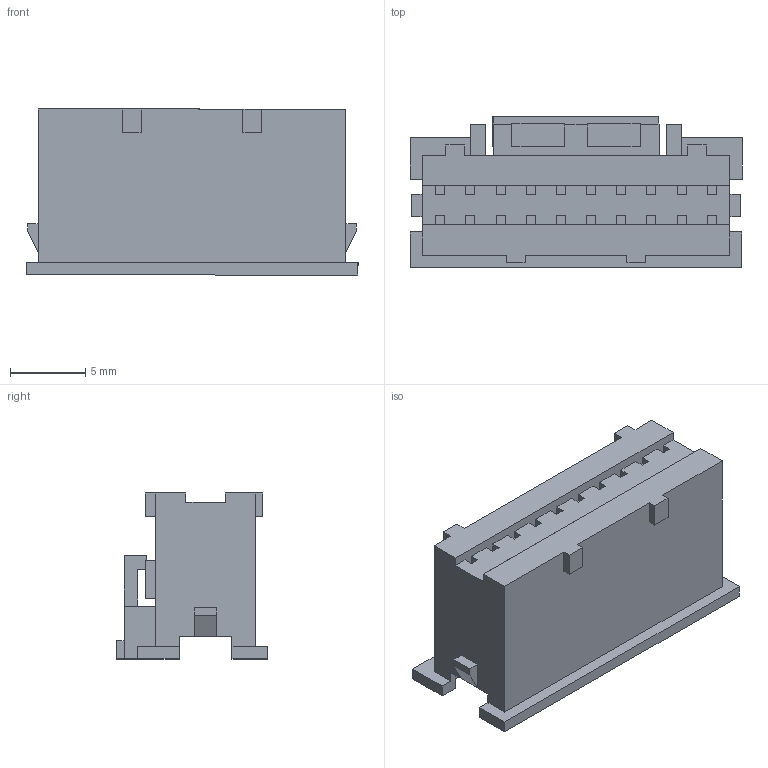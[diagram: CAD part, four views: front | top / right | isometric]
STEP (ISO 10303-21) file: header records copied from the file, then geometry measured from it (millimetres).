
FILE_DESCRIPTION (( 'STEP AP214' ), '1' );
FILE_NAME ('PADP-20V-1-S.STEP', '2011-06-10T06:41:08', ( 'root' ), ( 'Hewlett-Packard Company' ), 'SwSTEP 2.0', 'SolidWorks 2009', '' );
FILE_SCHEMA (( 'AUTOMOTIVE_DESIGN' ));
Length unit declared in the file: millimetre
Products named in the file (1): PADP-20V-1-S
Bounding box: 22 x 10 x 11 mm (x, y, z)
Volume: 1407.7 mm3; surface area: 1373.5 mm2
Topology: 1 solids, 1 shells, 253 faces, 740 edges, 492 vertices
Faces by surface type: plane 253
Entity records: 8236 total; most frequent: CARTESIAN_POINT 1486, ORIENTED_EDGE 1480, DIRECTION 1248, EDGE_CURVE 740, VECTOR 740, LINE 740, VERTEX_POINT 492, EDGE_LOOP 256
